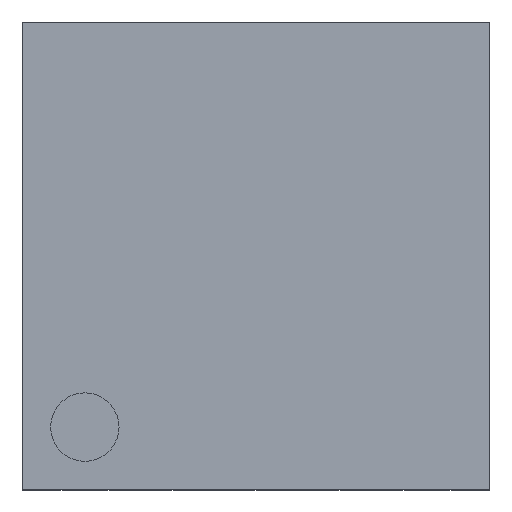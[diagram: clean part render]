
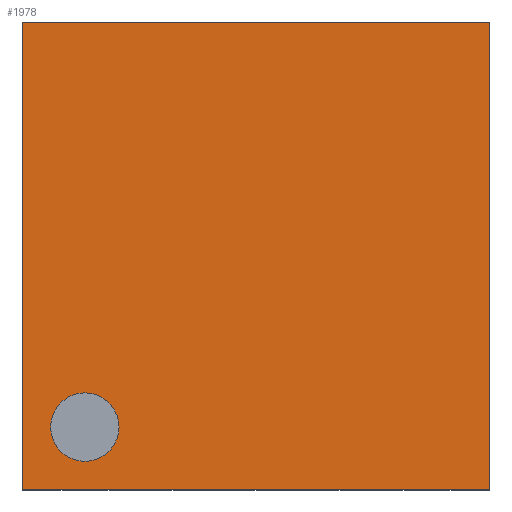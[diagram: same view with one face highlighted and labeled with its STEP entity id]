
A CAD part, top view. The second image highlights one B-rep face of the part: STEP entity #1978.
In plain terms, the highlighted planar face has unit normal (0, 0, 1).
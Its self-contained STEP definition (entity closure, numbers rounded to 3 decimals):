
#137=LINE($,#3063,#373);
#149=LINE($,#3081,#385);
#150=LINE($,#3084,#386);
#152=LINE($,#3087,#388);
#373=VECTOR($,#2481,4.1);
#385=VECTOR($,#2497,4.1);
#386=VECTOR($,#2500,4.1);
#388=VECTOR($,#2504,4.1);
#542=PLANE($,#2144);
#601=FACE_BOUND($,#776,.T.);
#654=FACE_OUTER_BOUND($,#775,.T.);
#775=EDGE_LOOP($,(#1636,#1637,#1638,#1639));
#776=EDGE_LOOP($,(#1640));
#844=CIRCLE($,#2072,0.3);
#886=VERTEX_POINT($,#2795);
#976=VERTEX_POINT($,#3060);
#977=VERTEX_POINT($,#3062);
#981=VERTEX_POINT($,#3079);
#982=VERTEX_POINT($,#3083);
#1072=EDGE_CURVE($,#886,#886,#844,.T.);
#1201=EDGE_CURVE($,#977,#976,#137,.T.);
#1213=EDGE_CURVE($,#976,#981,#149,.T.);
#1214=EDGE_CURVE($,#982,#977,#150,.T.);
#1216=EDGE_CURVE($,#981,#982,#152,.T.);
#1636=ORIENTED_EDGE($,*,*,#1216,.T.);
#1637=ORIENTED_EDGE($,*,*,#1214,.T.);
#1638=ORIENTED_EDGE($,*,*,#1201,.T.);
#1639=ORIENTED_EDGE($,*,*,#1213,.T.);
#1640=ORIENTED_EDGE($,*,*,#1072,.T.);
#1978=ADVANCED_FACE($,(#654,#601),#542,.T.);
#2072=AXIS2_PLACEMENT_3D($,#2796,#2237,#2238);
#2144=AXIS2_PLACEMENT_3D($,#3088,#2505,#2506);
#2237=DIRECTION('center_axis',(0.,0.,-1.));
#2238=DIRECTION('ref_axis',(-1.,0.,0.));
#2481=DIRECTION($,(-1.,0.,0.));
#2497=DIRECTION($,(0.,-1.,0.));
#2500=DIRECTION($,(0.,1.,0.));
#2504=DIRECTION($,(1.,0.,0.));
#2505=DIRECTION('center_axis',(0.,0.,1.));
#2506=DIRECTION('ref_axis',(1.,0.,0.));
#2795=CARTESIAN_POINT('',(-1.2,-1.5,0.8));
#2796=CARTESIAN_POINT('Origin',(-1.5,-1.5,0.8));
#3060=CARTESIAN_POINT('',(-2.05,2.05,0.8));
#3062=CARTESIAN_POINT('',(2.05,2.05,0.8));
#3063=CARTESIAN_POINT($,(2.05,2.05,0.8));
#3079=CARTESIAN_POINT('',(-2.05,-2.05,0.8));
#3081=CARTESIAN_POINT($,(-2.05,2.05,0.8));
#3083=CARTESIAN_POINT('',(2.05,-2.05,0.8));
#3084=CARTESIAN_POINT($,(2.05,-2.05,0.8));
#3087=CARTESIAN_POINT($,(-2.05,-2.05,0.8));
#3088=CARTESIAN_POINT('Origin',(0.,0.,0.8));
